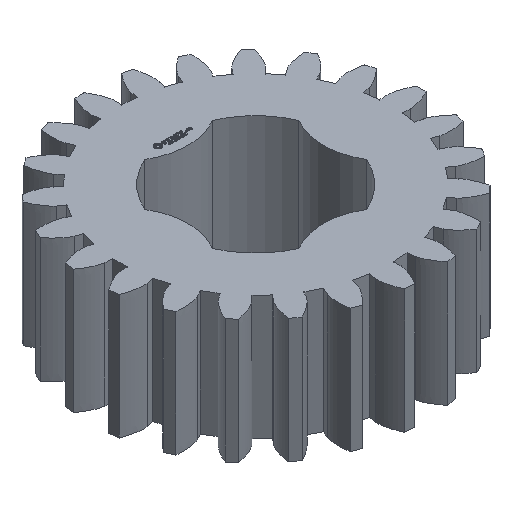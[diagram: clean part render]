
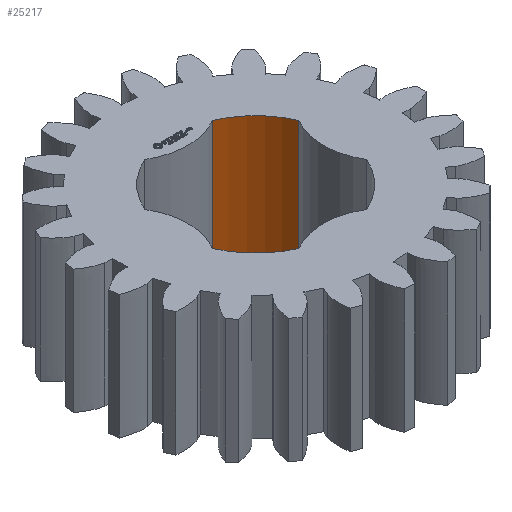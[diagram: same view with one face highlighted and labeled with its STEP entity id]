
A CAD part, isometric view. The second image highlights one B-rep face of the part: STEP entity #25217.
In plain terms, the highlighted cylindrical face has radius 6.35 mm (diameter 12.7 mm), a partial arc.
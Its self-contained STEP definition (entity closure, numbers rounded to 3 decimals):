
#93 = PLANE('',#94);
#94 = AXIS2_PLACEMENT_3D('',#95,#96,#97);
#95 = CARTESIAN_POINT('',(0.,0.,9.375)
  );
#96 = DIRECTION('',(0.,0.,1.));
#97 = DIRECTION('',(1.,0.,0.));
#168 = PLANE('',#169);
#169 = AXIS2_PLACEMENT_3D('',#170,#171,#172);
#170 = CARTESIAN_POINT('',(0.,0.,0.));
#171 = DIRECTION('',(0.,0.,1.));
#172 = DIRECTION('',(1.,0.,0.));
#6800 = VERTEX_POINT('',#6801);
#6801 = CARTESIAN_POINT('',(2.55,5.816,0.));
#6816 = CYLINDRICAL_SURFACE('',#6817,4.9);
#6817 = AXIS2_PLACEMENT_3D('',#6818,#6819,#6820);
#6818 = CARTESIAN_POINT('',(0.,10.,0.));
#6819 = DIRECTION('',(0.,-0.,-1.));
#6820 = DIRECTION('',(0.707,0.707,0.));
#6828 = EDGE_CURVE('',#6829,#6800,#6831,.T.);
#6829 = VERTEX_POINT('',#6830);
#6830 = CARTESIAN_POINT('',(5.816,2.55,0.));
#6831 = SURFACE_CURVE('',#6832,(#6837,#6844),.PCURVE_S1.);
#6832 = CIRCLE('',#6833,6.35);
#6833 = AXIS2_PLACEMENT_3D('',#6834,#6835,#6836);
#6834 = CARTESIAN_POINT('',(0.,0.,0.));
#6835 = DIRECTION('',(0.,-0.,1.));
#6836 = DIRECTION('',(0.707,0.707,0.));
#6837 = PCURVE('',#168,#6838);
#6838 = DEFINITIONAL_REPRESENTATION('',(#6839),#6843);
#6839 = CIRCLE('',#6840,6.35);
#6840 = AXIS2_PLACEMENT_2D('',#6841,#6842);
#6841 = CARTESIAN_POINT('',(0.,0.));
#6842 = DIRECTION('',(0.707,0.707));
#6843 = ( GEOMETRIC_REPRESENTATION_CONTEXT(2) 
PARAMETRIC_REPRESENTATION_CONTEXT() REPRESENTATION_CONTEXT('2D SPACE',''
  ) );
#6844 = PCURVE('',#6845,#6850);
#6845 = CYLINDRICAL_SURFACE('',#6846,6.35);
#6846 = AXIS2_PLACEMENT_3D('',#6847,#6848,#6849);
#6847 = CARTESIAN_POINT('',(0.,0.,0.));
#6848 = DIRECTION('',(0.,-0.,-1.));
#6849 = DIRECTION('',(0.707,0.707,0.));
#6850 = DEFINITIONAL_REPRESENTATION('',(#6851),#6855);
#6851 = LINE('',#6852,#6853);
#6852 = CARTESIAN_POINT('',(-0.,0.));
#6853 = VECTOR('',#6854,1.);
#6854 = DIRECTION('',(-1.,0.));
#6855 = ( GEOMETRIC_REPRESENTATION_CONTEXT(2) 
PARAMETRIC_REPRESENTATION_CONTEXT() REPRESENTATION_CONTEXT('2D SPACE',''
  ) );
#6874 = CYLINDRICAL_SURFACE('',#6875,4.9);
#6875 = AXIS2_PLACEMENT_3D('',#6876,#6877,#6878);
#6876 = CARTESIAN_POINT('',(10.,0.,0.));
#6877 = DIRECTION('',(0.,-0.,-1.));
#6878 = DIRECTION('',(0.707,0.707,0.));
#11634 = VERTEX_POINT('',#11635);
#11635 = CARTESIAN_POINT('',(2.55,5.816,9.375));
#11657 = EDGE_CURVE('',#11658,#11634,#11660,.T.);
#11658 = VERTEX_POINT('',#11659);
#11659 = CARTESIAN_POINT('',(5.816,2.55,9.375));
#11660 = SURFACE_CURVE('',#11661,(#11666,#11673),.PCURVE_S1.);
#11661 = CIRCLE('',#11662,6.35);
#11662 = AXIS2_PLACEMENT_3D('',#11663,#11664,#11665);
#11663 = CARTESIAN_POINT('',(0.,0.,9.375
    ));
#11664 = DIRECTION('',(0.,-0.,1.));
#11665 = DIRECTION('',(0.707,0.707,0.));
#11666 = PCURVE('',#93,#11667);
#11667 = DEFINITIONAL_REPRESENTATION('',(#11668),#11672);
#11668 = CIRCLE('',#11669,6.35);
#11669 = AXIS2_PLACEMENT_2D('',#11670,#11671);
#11670 = CARTESIAN_POINT('',(0.,0.));
#11671 = DIRECTION('',(0.707,0.707));
#11672 = ( GEOMETRIC_REPRESENTATION_CONTEXT(2) 
PARAMETRIC_REPRESENTATION_CONTEXT() REPRESENTATION_CONTEXT('2D SPACE',''
  ) );
#11673 = PCURVE('',#6845,#11674);
#11674 = DEFINITIONAL_REPRESENTATION('',(#11675),#11679);
#11675 = LINE('',#11676,#11677);
#11676 = CARTESIAN_POINT('',(-0.,-9.375));
#11677 = VECTOR('',#11678,1.);
#11678 = DIRECTION('',(-1.,0.));
#11679 = ( GEOMETRIC_REPRESENTATION_CONTEXT(2) 
PARAMETRIC_REPRESENTATION_CONTEXT() REPRESENTATION_CONTEXT('2D SPACE',''
  ) );
#25194 = EDGE_CURVE('',#6829,#11658,#25195,.T.);
#25195 = SURFACE_CURVE('',#25196,(#25200,#25207),.PCURVE_S1.);
#25196 = LINE('',#25197,#25198);
#25197 = CARTESIAN_POINT('',(5.816,2.55,0.));
#25198 = VECTOR('',#25199,1.);
#25199 = DIRECTION('',(0.,0.,1.));
#25200 = PCURVE('',#6874,#25201);
#25201 = DEFINITIONAL_REPRESENTATION('',(#25202),#25206);
#25202 = LINE('',#25203,#25204);
#25203 = CARTESIAN_POINT('',(-1.809,0.));
#25204 = VECTOR('',#25205,1.);
#25205 = DIRECTION('',(-0.,-1.));
#25206 = ( GEOMETRIC_REPRESENTATION_CONTEXT(2) 
PARAMETRIC_REPRESENTATION_CONTEXT() REPRESENTATION_CONTEXT('2D SPACE',''
  ) );
#25207 = PCURVE('',#6845,#25208);
#25208 = DEFINITIONAL_REPRESENTATION('',(#25209),#25213);
#25209 = LINE('',#25210,#25211);
#25210 = CARTESIAN_POINT('',(-5.911,0.));
#25211 = VECTOR('',#25212,1.);
#25212 = DIRECTION('',(-0.,-1.));
#25213 = ( GEOMETRIC_REPRESENTATION_CONTEXT(2) 
PARAMETRIC_REPRESENTATION_CONTEXT() REPRESENTATION_CONTEXT('2D SPACE',''
  ) );
#25217 = ADVANCED_FACE('',(#25218),#6845,.F.);
#25218 = FACE_BOUND('',#25219,.T.);
#25219 = EDGE_LOOP('',(#25220,#25221,#25222,#25243));
#25220 = ORIENTED_EDGE('',*,*,#25194,.T.);
#25221 = ORIENTED_EDGE('',*,*,#11657,.T.);
#25222 = ORIENTED_EDGE('',*,*,#25223,.F.);
#25223 = EDGE_CURVE('',#6800,#11634,#25224,.T.);
#25224 = SURFACE_CURVE('',#25225,(#25229,#25236),.PCURVE_S1.);
#25225 = LINE('',#25226,#25227);
#25226 = CARTESIAN_POINT('',(2.55,5.816,0.));
#25227 = VECTOR('',#25228,1.);
#25228 = DIRECTION('',(0.,0.,1.));
#25229 = PCURVE('',#6845,#25230);
#25230 = DEFINITIONAL_REPRESENTATION('',(#25231),#25235);
#25231 = LINE('',#25232,#25233);
#25232 = CARTESIAN_POINT('',(-6.655,0.));
#25233 = VECTOR('',#25234,1.);
#25234 = DIRECTION('',(-0.,-1.));
#25235 = ( GEOMETRIC_REPRESENTATION_CONTEXT(2) 
PARAMETRIC_REPRESENTATION_CONTEXT() REPRESENTATION_CONTEXT('2D SPACE',''
  ) );
#25236 = PCURVE('',#6816,#25237);
#25237 = DEFINITIONAL_REPRESENTATION('',(#25238),#25242);
#25238 = LINE('',#25239,#25240);
#25239 = CARTESIAN_POINT('',(-4.474,0.));
#25240 = VECTOR('',#25241,1.);
#25241 = DIRECTION('',(-0.,-1.));
#25242 = ( GEOMETRIC_REPRESENTATION_CONTEXT(2) 
PARAMETRIC_REPRESENTATION_CONTEXT() REPRESENTATION_CONTEXT('2D SPACE',''
  ) );
#25243 = ORIENTED_EDGE('',*,*,#6828,.F.);
